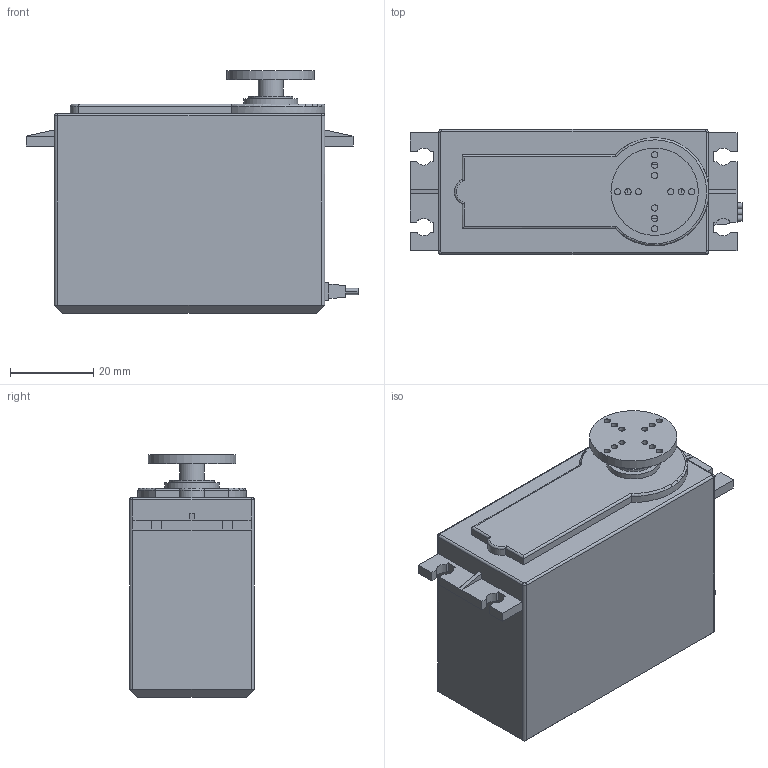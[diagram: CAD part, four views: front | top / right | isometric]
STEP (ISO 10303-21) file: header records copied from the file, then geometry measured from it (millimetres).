
FILE_DESCRIPTION(/* description */ (''),/* implementation_level */ '2;1');
FILE_NAME(/* name */ 'A5 motor v2_ipt_5b3bfaf9.STEP',/* time_stamp */ '2023-06-22T00:15:23+06:00',/* author */ ('AdminForWorker'),/* organization */ (''),/* preprocessor_version */ 'ST-DEVELOPER v18.1',/* originating_system */ 'Autodesk Inventor 2021',/* authorisation */ '');
FILE_SCHEMA (('AUTOMOTIVE_DESIGN { 1 0 10303 214 3 1 1 }'));
Length unit declared in the file: millimetre
Products named in the file (1): A5 motor
Bounding box: 79.8 x 30 x 58.4 mm (x, y, z)
Volume: 97768.9 mm3; surface area: 14994.3 mm2
Topology: 4 solids, 4 shells, 131 faces, 324 edges, 205 vertices
Faces by surface type: plane 79, cylinder 44, bspline 6, torus 2
Full cylindrical faces by diameter (mm): 1.5 x13, 6 x1, 10.6 x1, 13 x1, 21 x1
Entity records: 4078 total; most frequent: CARTESIAN_POINT 805, DIRECTION 663, ORIENTED_EDGE 644, EDGE_CURVE 322, LINE 221, VECTOR 221, AXIS2_PLACEMENT_3D 221, VERTEX_POINT 205
